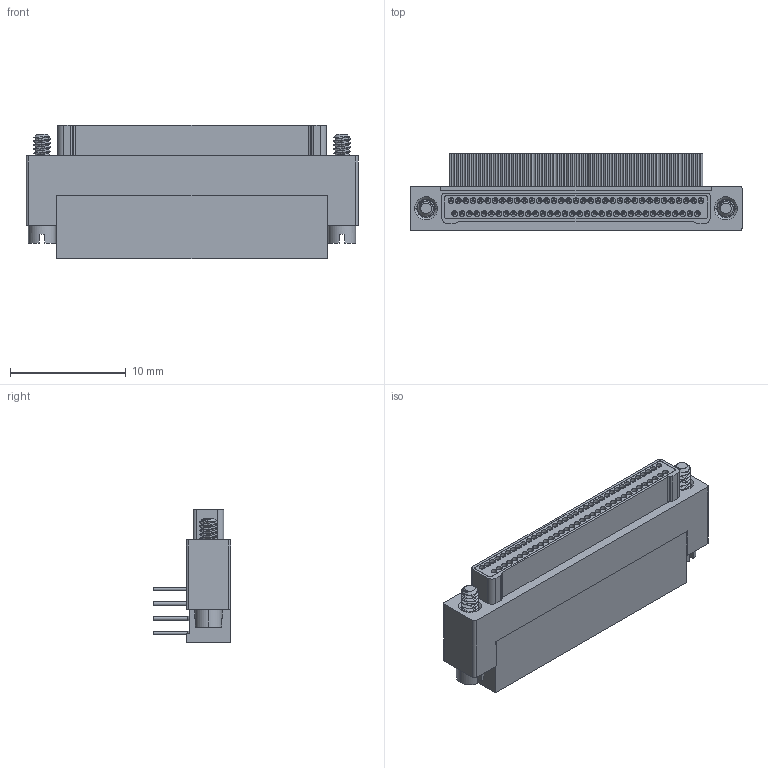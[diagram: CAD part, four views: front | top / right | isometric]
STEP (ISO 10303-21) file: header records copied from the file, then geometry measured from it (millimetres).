
FILE_DESCRIPTION((''),'2;1');
FILE_NAME('J63A-2E2-069-321-JC_ASM','2024-12-12T',('gongcheng6'),(''),'PRO/ENGINEER BY PARAMETRIC TECHNOLOGY CORPORATION, 2010280','PRO/ENGINEER BY PARAMETRIC TECHNOLOGY CORPORATION, 2010280','');
FILE_SCHEMA(('CONFIG_CONTROL_DESIGN'));
Length unit declared in the file: millimetre
Products named in the file (9): PRT0041; PRT0042; PRT0043; PRT0044; PRODUCT_4307; PRT0045; ASM0019_ASM; _J63A-2E2-069-321-JC; J63A-2E2-069-321-JC_ASM
Assembly tree (74 placements, depth 3):
  J63A-2E2-069-321-JC_ASM
    ASM0019_ASM
      PRT0041  x17
      PRT0042  x17
      PRT0043  x17
      PRT0044  x18
      PRODUCT_4307  x2
      PRT0045
    _J63A-2E2-069-321-JC
Bounding box: 28.68 x 6.71 x 11.57 mm (x, y, z)
Volume: 985.7 mm3; surface area: 2460.8 mm2
Topology: 3 solids, 141 shells, 2037 faces, 4756 edges, 2731 vertices
Faces by surface type: cylinder 1068, cone 424, plane 265, sphere 138, torus 138, bspline 4
Entity records: 19202 total; most frequent: CARTESIAN_POINT 8552, DIRECTION 2502, ORIENTED_EDGE 1874, AXIS2_PLACEMENT_3D 1053, EDGE_CURVE 953, VERTEX_POINT 618, EDGE_LOOP 505, CIRCLE 476
